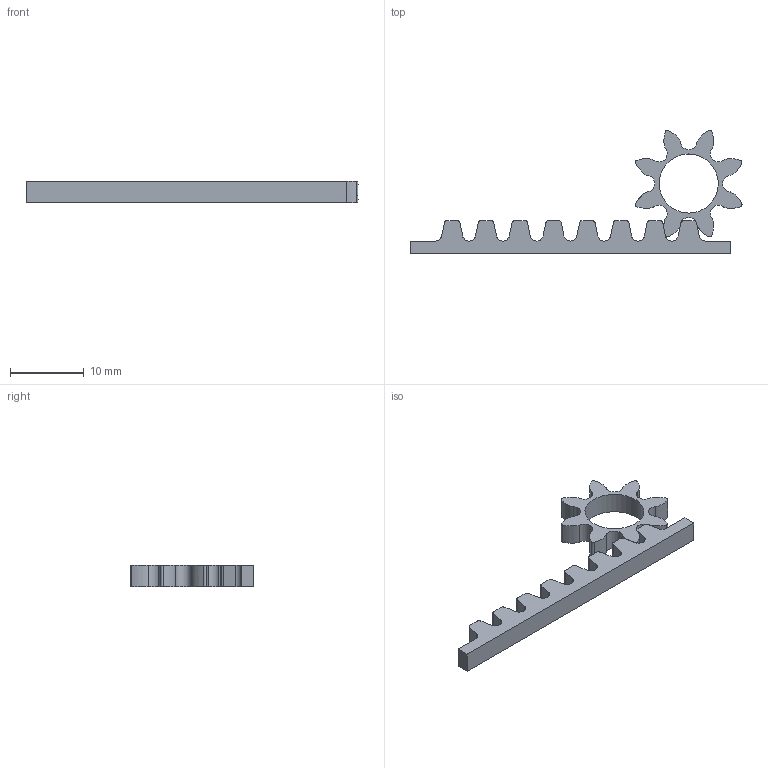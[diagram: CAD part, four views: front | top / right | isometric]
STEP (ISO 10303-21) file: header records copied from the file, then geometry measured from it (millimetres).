
FILE_DESCRIPTION(/* description */ (''),/* implementation_level */ '2;1');
FILE_NAME(/* name */ 'involute_rack_STEP.step',/* time_stamp */ '2018-05-15T16:03:12+02:00',/* author */ ('jaknil'),/* organization */ (''),/* preprocessor_version */ 'ST-DEVELOPER v17',/* originating_system */ 'Autodesk Translation Framework v7.1.0.215',/* authorisation */ '');
FILE_SCHEMA (('AUTOMOTIVE_DESIGN { 1 0 10303 214 3 1 1 }'));
Length unit declared in the file: millimetre
Products named in the file (3): involute v2; pinion; rack
Assembly tree (2 placements, depth 2):
  involute v2
    pinion
    rack
Bounding box: 44.95 x 16.72 x 2.86 mm (x, y, z)
Volume: 558.6 mm3; surface area: 1001.7 mm2
Topology: 2 solids, 2 shells, 121 faces, 351 edges, 234 vertices
Faces by surface type: cylinder 57, plane 40, bspline 24
Full cylindrical faces by diameter (mm): 8 x1
Entity records: 7316 total; most frequent: CARTESIAN_POINT 4167, ORIENTED_EDGE 702, DIRECTION 605, EDGE_CURVE 351, VERTEX_POINT 234, AXIS2_PLACEMENT_3D 216, LINE 173, VECTOR 173
